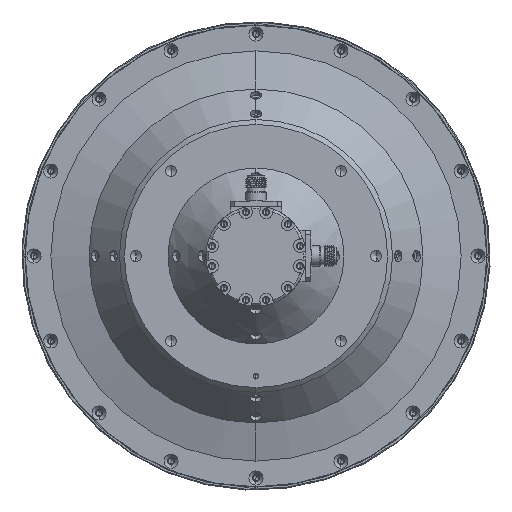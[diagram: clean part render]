
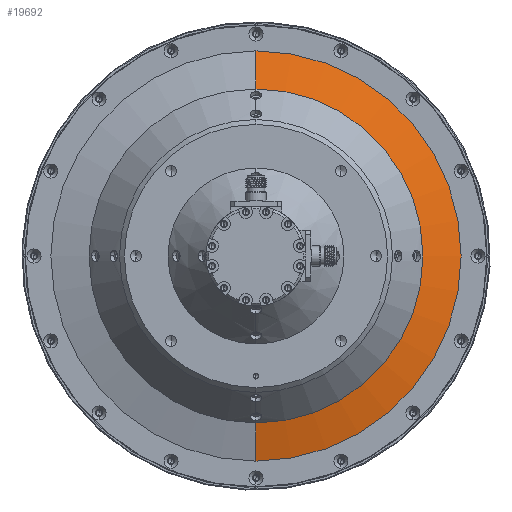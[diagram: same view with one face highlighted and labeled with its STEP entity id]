
A CAD part, front view. The second image highlights one B-rep face of the part: STEP entity #19692.
In plain terms, the highlighted conical face has half-angle 75 degrees and reference radius 52.057 mm.
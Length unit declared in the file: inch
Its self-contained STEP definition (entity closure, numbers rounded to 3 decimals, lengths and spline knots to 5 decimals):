
#2154 = CARTESIAN_POINT ( 'NONE',  ( 0., 2.0396, 0. ) ) ;
#2303 = ORIENTED_EDGE ( 'NONE', *, *, #4124, .F. ) ;
#2318 = FACE_OUTER_BOUND ( 'NONE', #24383, .T. ) ;
#4124 = EDGE_CURVE ( 'NONE', #32961, #35229, #37340, .T. ) ;
#5336 = DIRECTION ( 'NONE',  ( 0., 1., 0. ) ) ;
#5447 = VECTOR ( 'NONE', #10044, 39.37008 ) ;
#5578 = DIRECTION ( 'NONE',  ( 0., 0., -1. ) ) ;
#6090 = EDGE_CURVE ( 'NONE', #27382, #12193, #13557, .T. ) ;
#6655 = ORIENTED_EDGE ( 'NONE', *, *, #6090, .T. ) ;
#9445 = CARTESIAN_POINT ( 'NONE',  ( 0., 2.0396, 2.0495 ) ) ;
#10044 = DIRECTION ( 'NONE',  ( 0., 0.259, -0.966 ) ) ;
#10236 = CARTESIAN_POINT ( 'NONE',  ( 0., 2.0396, -2.0495 ) ) ;
#12059 = AXIS2_PLACEMENT_3D ( 'NONE', #2154, #33418, #5578 ) ;
#12193 = VERTEX_POINT ( 'NONE', #22148 ) ;
#12724 = LINE ( 'NONE', #10236, #5447 ) ;
#12865 = DIRECTION ( 'NONE',  ( 0., -1., 0. ) ) ;
#13557 = CIRCLE ( 'NONE', #36891, 2.5175 ) ;
#17753 = DIRECTION ( 'NONE',  ( 0., 0., 1. ) ) ;
#18456 = CARTESIAN_POINT ( 'NONE',  ( 0., 2.0396, -2.0495 ) ) ;
#19692 = ADVANCED_FACE ( 'NONE', ( #2318 ), #22290, .T. ) ;
#22044 = CARTESIAN_POINT ( 'NONE',  ( 0., 2.0396, 2.0495 ) ) ;
#22148 = CARTESIAN_POINT ( 'NONE',  ( 0., 2.165, 2.5175 ) ) ;
#22290 = CONICAL_SURFACE ( 'NONE', #33344, 2.0495, 1.309 ) ;
#23597 = CARTESIAN_POINT ( 'NONE',  ( 0., 2.165, -2.5175 ) ) ;
#24309 = CARTESIAN_POINT ( 'NONE',  ( 0., 2.165, 0. ) ) ;
#24383 = EDGE_LOOP ( 'NONE', ( #2303, #29652, #6655, #35343 ) ) ;
#25082 = LINE ( 'NONE', #22044, #30114 ) ;
#25476 = DIRECTION ( 'NONE',  ( 0., 0.259, 0.966 ) ) ;
#27382 = VERTEX_POINT ( 'NONE', #23597 ) ;
#29652 = ORIENTED_EDGE ( 'NONE', *, *, #35203, .T. ) ;
#30114 = VECTOR ( 'NONE', #25476, 39.37008 ) ;
#32961 = VERTEX_POINT ( 'NONE', #18456 ) ;
#33344 = AXIS2_PLACEMENT_3D ( 'NONE', #39255, #5336, #17753 ) ;
#33418 = DIRECTION ( 'NONE',  ( 0., -1., 0. ) ) ;
#35203 = EDGE_CURVE ( 'NONE', #32961, #27382, #12724, .T. ) ;
#35229 = VERTEX_POINT ( 'NONE', #9445 ) ;
#35238 = EDGE_CURVE ( 'NONE', #35229, #12193, #25082, .T. ) ;
#35343 = ORIENTED_EDGE ( 'NONE', *, *, #35238, .F. ) ;
#36480 = DIRECTION ( 'NONE',  ( 0., 0., -1. ) ) ;
#36891 = AXIS2_PLACEMENT_3D ( 'NONE', #24309, #12865, #36480 ) ;
#37340 = CIRCLE ( 'NONE', #12059, 2.0495 ) ;
#39255 = CARTESIAN_POINT ( 'NONE',  ( 0., 2.0396, 0. ) ) ;
